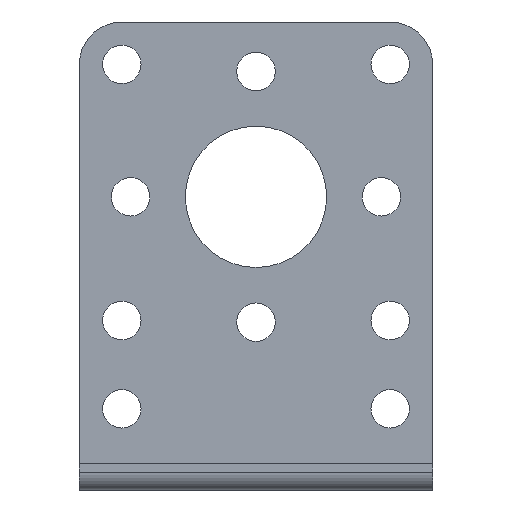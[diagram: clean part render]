
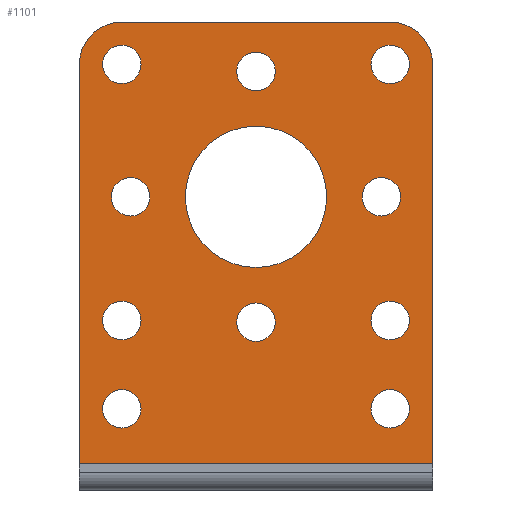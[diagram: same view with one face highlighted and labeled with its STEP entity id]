
A CAD part, left-side view. The second image highlights one B-rep face of the part: STEP entity #1101.
In plain terms, the highlighted planar face has unit normal (-1, 0, 0).
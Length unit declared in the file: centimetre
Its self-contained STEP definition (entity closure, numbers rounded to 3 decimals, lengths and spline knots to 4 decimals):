
#15=FACE_BOUND($,#195,.T.);
#16=FACE_BOUND($,#196,.T.);
#17=FACE_BOUND($,#197,.T.);
#18=FACE_BOUND($,#198,.T.);
#19=FACE_BOUND($,#199,.T.);
#20=FACE_BOUND($,#200,.T.);
#21=FACE_BOUND($,#201,.T.);
#22=FACE_BOUND($,#202,.T.);
#23=FACE_BOUND($,#203,.T.);
#24=FACE_BOUND($,#204,.T.);
#25=FACE_BOUND($,#205,.T.);
#26=FACE_BOUND($,#206,.T.);
#97=PLANE($,#1192);
#195=EDGE_LOOP($,(#884));
#196=EDGE_LOOP($,(#885));
#197=EDGE_LOOP($,(#886));
#198=EDGE_LOOP($,(#887));
#199=EDGE_LOOP($,(#888));
#200=EDGE_LOOP($,(#889));
#201=EDGE_LOOP($,(#890));
#202=EDGE_LOOP($,(#891));
#203=EDGE_LOOP($,(#892));
#204=EDGE_LOOP($,(#893));
#205=EDGE_LOOP($,(#894));
#206=EDGE_LOOP($,(#895,#896,#897,#898,#899,#900));
#342=LINE($,#1767,#412);
#343=LINE($,#1771,#413);
#344=LINE($,#1773,#414);
#345=LINE($,#1774,#415);
#412=VECTOR($,#1443,1.);
#413=VECTOR($,#1446,1.);
#414=VECTOR($,#1447,1.);
#415=VECTOR($,#1448,1.);
#459=CIRCLE($,#1191,0.24);
#460=CIRCLE($,#1193,0.4);
#461=CIRCLE($,#1194,0.109);
#462=CIRCLE($,#1195,0.109);
#463=CIRCLE($,#1196,0.109);
#464=CIRCLE($,#1197,0.109);
#465=CIRCLE($,#1198,0.109);
#466=CIRCLE($,#1199,0.109);
#467=CIRCLE($,#1200,0.109);
#468=CIRCLE($,#1201,0.109);
#469=CIRCLE($,#1202,0.109);
#470=CIRCLE($,#1203,0.109);
#471=CIRCLE($,#1204,0.24);
#540=VERTEX_POINT($,#1738);
#541=VERTEX_POINT($,#1740);
#542=VERTEX_POINT($,#1744);
#543=VERTEX_POINT($,#1746);
#544=VERTEX_POINT($,#1748);
#545=VERTEX_POINT($,#1750);
#546=VERTEX_POINT($,#1752);
#547=VERTEX_POINT($,#1754);
#548=VERTEX_POINT($,#1756);
#549=VERTEX_POINT($,#1758);
#550=VERTEX_POINT($,#1760);
#551=VERTEX_POINT($,#1762);
#552=VERTEX_POINT($,#1764);
#553=VERTEX_POINT($,#1766);
#554=VERTEX_POINT($,#1768);
#555=VERTEX_POINT($,#1770);
#556=VERTEX_POINT($,#1772);
#670=EDGE_CURVE($,#540,#541,#459,.T.);
#672=EDGE_CURVE($,#542,#542,#460,.T.);
#673=EDGE_CURVE($,#543,#543,#461,.T.);
#674=EDGE_CURVE($,#544,#544,#462,.T.);
#675=EDGE_CURVE($,#545,#545,#463,.T.);
#676=EDGE_CURVE($,#546,#546,#464,.T.);
#677=EDGE_CURVE($,#547,#547,#465,.T.);
#678=EDGE_CURVE($,#548,#548,#466,.T.);
#679=EDGE_CURVE($,#549,#549,#467,.T.);
#680=EDGE_CURVE($,#550,#550,#468,.T.);
#681=EDGE_CURVE($,#551,#551,#469,.T.);
#682=EDGE_CURVE($,#552,#552,#470,.T.);
#683=EDGE_CURVE($,#553,#540,#342,.T.);
#684=EDGE_CURVE($,#554,#553,#471,.T.);
#685=EDGE_CURVE($,#555,#554,#343,.T.);
#686=EDGE_CURVE($,#555,#556,#344,.T.);
#687=EDGE_CURVE($,#556,#541,#345,.T.);
#884=ORIENTED_EDGE($,*,*,#672,.T.);
#885=ORIENTED_EDGE($,*,*,#673,.T.);
#886=ORIENTED_EDGE($,*,*,#674,.T.);
#887=ORIENTED_EDGE($,*,*,#675,.T.);
#888=ORIENTED_EDGE($,*,*,#676,.T.);
#889=ORIENTED_EDGE($,*,*,#677,.T.);
#890=ORIENTED_EDGE($,*,*,#678,.T.);
#891=ORIENTED_EDGE($,*,*,#679,.T.);
#892=ORIENTED_EDGE($,*,*,#680,.T.);
#893=ORIENTED_EDGE($,*,*,#681,.T.);
#894=ORIENTED_EDGE($,*,*,#682,.T.);
#895=ORIENTED_EDGE($,*,*,#670,.F.);
#896=ORIENTED_EDGE($,*,*,#683,.F.);
#897=ORIENTED_EDGE($,*,*,#684,.F.);
#898=ORIENTED_EDGE($,*,*,#685,.F.);
#899=ORIENTED_EDGE($,*,*,#686,.T.);
#900=ORIENTED_EDGE($,*,*,#687,.T.);
#1101=ADVANCED_FACE($,(#15,#16,#17,#18,#19,#20,#21,#22,#23,#24,#25,#26),
#97,.T.);
#1191=AXIS2_PLACEMENT_3D($,#1741,#1416,#1417);
#1192=AXIS2_PLACEMENT_3D($,#1743,#1419,#1420);
#1193=AXIS2_PLACEMENT_3D($,#1745,#1421,#1422);
#1194=AXIS2_PLACEMENT_3D($,#1747,#1423,#1424);
#1195=AXIS2_PLACEMENT_3D($,#1749,#1425,#1426);
#1196=AXIS2_PLACEMENT_3D($,#1751,#1427,#1428);
#1197=AXIS2_PLACEMENT_3D($,#1753,#1429,#1430);
#1198=AXIS2_PLACEMENT_3D($,#1755,#1431,#1432);
#1199=AXIS2_PLACEMENT_3D($,#1757,#1433,#1434);
#1200=AXIS2_PLACEMENT_3D($,#1759,#1435,#1436);
#1201=AXIS2_PLACEMENT_3D($,#1761,#1437,#1438);
#1202=AXIS2_PLACEMENT_3D($,#1763,#1439,#1440);
#1203=AXIS2_PLACEMENT_3D($,#1765,#1441,#1442);
#1204=AXIS2_PLACEMENT_3D($,#1769,#1444,#1445);
#1416=DIRECTION('center_axis',(1.,0.,0.));
#1417=DIRECTION('ref_axis',(0.,-0.707,0.707));
#1419=DIRECTION('center_axis',(-1.,0.,0.));
#1420=DIRECTION('ref_axis',(0.,-1.,0.));
#1421=DIRECTION('center_axis',(1.,0.,0.));
#1422=DIRECTION('ref_axis',(0.,-1.,0.));
#1423=DIRECTION('center_axis',(1.,0.,0.));
#1424=DIRECTION('ref_axis',(0.,-1.,0.));
#1425=DIRECTION('center_axis',(1.,0.,0.));
#1426=DIRECTION('ref_axis',(0.,-1.,0.));
#1427=DIRECTION('center_axis',(1.,0.,0.));
#1428=DIRECTION('ref_axis',(0.,-1.,0.));
#1429=DIRECTION('center_axis',(1.,0.,0.));
#1430=DIRECTION('ref_axis',(0.,-1.,0.));
#1431=DIRECTION('center_axis',(1.,0.,0.));
#1432=DIRECTION('ref_axis',(0.,-1.,0.));
#1433=DIRECTION('center_axis',(1.,0.,0.));
#1434=DIRECTION('ref_axis',(0.,-1.,0.));
#1435=DIRECTION('center_axis',(1.,0.,0.));
#1436=DIRECTION('ref_axis',(0.,-1.,0.));
#1437=DIRECTION('center_axis',(1.,0.,0.));
#1438=DIRECTION('ref_axis',(0.,-1.,0.));
#1439=DIRECTION('center_axis',(1.,0.,0.));
#1440=DIRECTION('ref_axis',(0.,-1.,0.));
#1441=DIRECTION('center_axis',(1.,0.,0.));
#1442=DIRECTION('ref_axis',(0.,-1.,0.));
#1443=DIRECTION($,(0.,-1.,0.));
#1444=DIRECTION('center_axis',(1.,0.,0.));
#1445=DIRECTION('ref_axis',(0.,0.707,0.707));
#1446=DIRECTION($,(0.,0.,1.));
#1447=DIRECTION($,(0.,-1.,0.));
#1448=DIRECTION($,(0.,0.,1.));
#1738=CARTESIAN_POINT('',(-2.16,-0.76,2.65));
#1740=CARTESIAN_POINT('',(-2.16,-1.,2.41));
#1741=CARTESIAN_POINT('Origin',(-2.16,-0.76,2.41));
#1743=CARTESIAN_POINT('Origin',(-2.16,1.,0.15));
#1744=CARTESIAN_POINT('',(-2.16,0.,2.06));
#1745=CARTESIAN_POINT('Origin',(-2.16,0.,1.66));
#1746=CARTESIAN_POINT('',(-2.16,0.76,0.569));
#1747=CARTESIAN_POINT('Origin',(-2.16,0.76,0.46));
#1748=CARTESIAN_POINT('',(-2.16,-0.76,0.569));
#1749=CARTESIAN_POINT('Origin',(-2.16,-0.76,0.46));
#1750=CARTESIAN_POINT('',(-2.16,0.819,1.66));
#1751=CARTESIAN_POINT('Origin',(-2.16,0.71,1.66));
#1752=CARTESIAN_POINT('',(-2.16,-0.71,1.769));
#1753=CARTESIAN_POINT('Origin',(-2.16,-0.71,1.66));
#1754=CARTESIAN_POINT('',(-2.16,-0.76,2.301));
#1755=CARTESIAN_POINT('Origin',(-2.16,-0.76,2.41));
#1756=CARTESIAN_POINT('',(-2.16,-0.76,0.851));
#1757=CARTESIAN_POINT('Origin',(-2.16,-0.76,0.96));
#1758=CARTESIAN_POINT('',(-2.16,0.869,2.41));
#1759=CARTESIAN_POINT('Origin',(-2.16,0.76,2.41));
#1760=CARTESIAN_POINT('',(-2.16,0.,2.261));
#1761=CARTESIAN_POINT('Origin',(-2.16,0.,2.37));
#1762=CARTESIAN_POINT('',(-2.16,0.76,0.851));
#1763=CARTESIAN_POINT('Origin',(-2.16,0.76,0.96));
#1764=CARTESIAN_POINT('',(-2.16,0.,1.059));
#1765=CARTESIAN_POINT('Origin',(-2.16,0.,0.95));
#1766=CARTESIAN_POINT('',(-2.16,0.76,2.65));
#1767=CARTESIAN_POINT($,(-2.16,0.5,2.65));
#1768=CARTESIAN_POINT('',(-2.16,1.,2.41));
#1769=CARTESIAN_POINT('Origin',(-2.16,0.76,2.41));
#1770=CARTESIAN_POINT('',(-2.16,1.,0.15));
#1771=CARTESIAN_POINT($,(-2.16,1.,0.15));
#1772=CARTESIAN_POINT('',(-2.16,-1.,0.15));
#1773=CARTESIAN_POINT($,(-2.16,1.,0.15));
#1774=CARTESIAN_POINT($,(-2.16,-1.,0.15));
